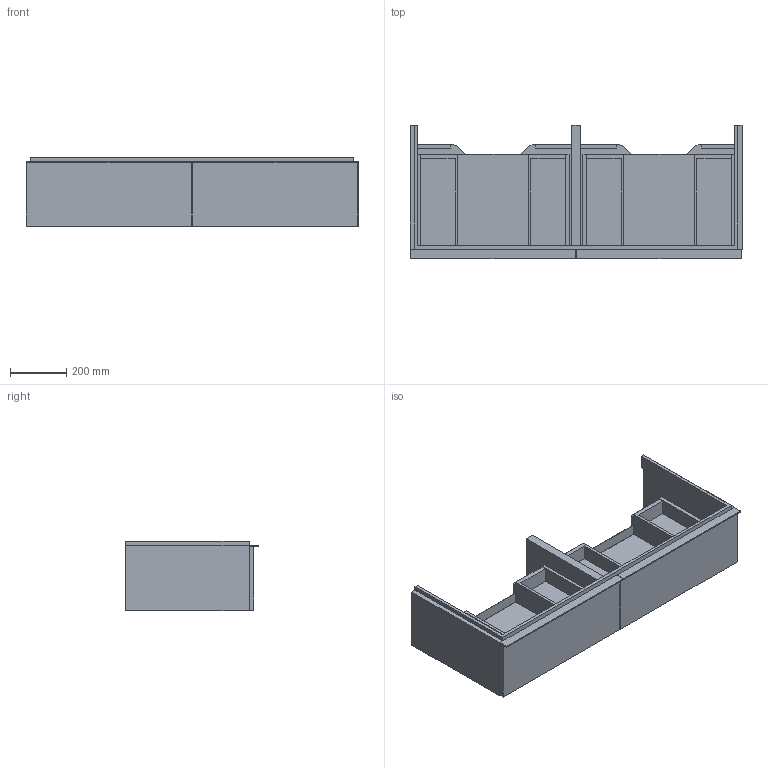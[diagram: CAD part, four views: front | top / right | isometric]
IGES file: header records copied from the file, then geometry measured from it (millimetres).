
Global section: file name: 502314; native system: Autodesk Inventor 2018; preprocessor: unknown; author: JANAN; date: 20210128.085440; units: millimetre
Bounding box: 1184 x 476 x 247 mm (x, y, z)
Volume: 24176359 mm3; surface area: 3790629.9 mm2
Topology: 11 solids, 11 shells, 150 faces, 378 edges, 252 vertices
Faces by surface type: bspline 150
